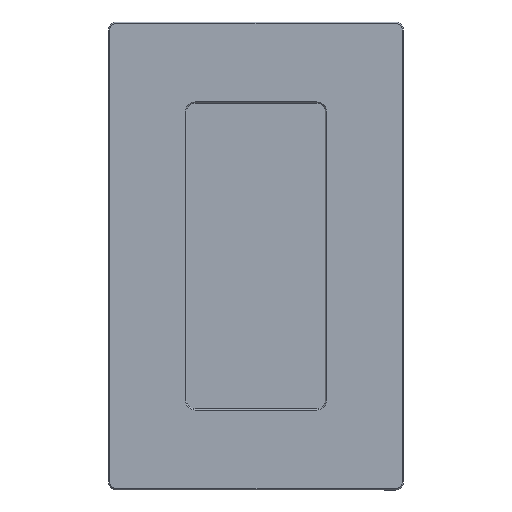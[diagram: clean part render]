
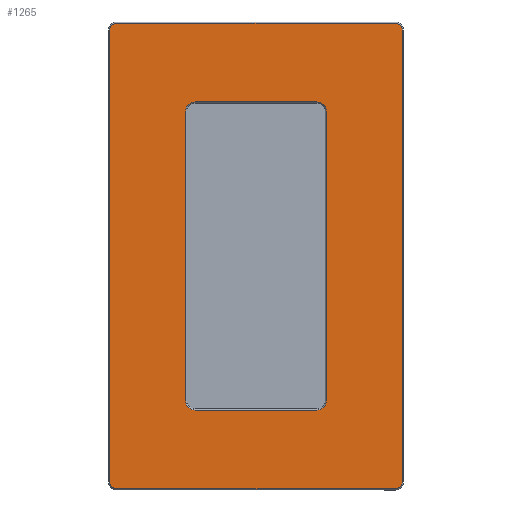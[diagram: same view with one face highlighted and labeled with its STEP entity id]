
A CAD part, top view. The second image highlights one B-rep face of the part: STEP entity #1265.
In plain terms, the highlighted planar face has unit normal (0, 0, 1).
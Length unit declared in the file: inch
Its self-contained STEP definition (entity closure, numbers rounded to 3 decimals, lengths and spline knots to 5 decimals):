
#18=FACE_BOUND('',#197,.T.);
#114=FACE_OUTER_BOUND('',#196,.T.);
#196=EDGE_LOOP('',(#1069,#1070,#1071,#1072,#1073,#1074,#1075,#1076));
#197=EDGE_LOOP('',(#1077,#1078,#1079,#1080,#1081,#1082,#1083,#1084));
#296=LINE('',#2073,#421);
#301=LINE('',#2087,#426);
#305=LINE('',#2099,#430);
#309=LINE('',#2111,#434);
#316=LINE('',#2128,#441);
#317=LINE('',#2132,#442);
#318=LINE('',#2136,#443);
#319=LINE('',#2140,#444);
#421=VECTOR('',#1689,0.3937);
#426=VECTOR('',#1702,0.3937);
#430=VECTOR('',#1714,0.3937);
#434=VECTOR('',#1726,0.3937);
#441=VECTOR('',#1749,0.3937);
#442=VECTOR('',#1752,0.3937);
#443=VECTOR('',#1755,0.3937);
#444=VECTOR('',#1758,0.3937);
#506=CIRCLE('',#1392,0.145);
#508=CIRCLE('',#1396,0.145);
#510=CIRCLE('',#1400,0.145);
#512=CIRCLE('',#1404,0.145);
#514=CIRCLE('',#1411,0.105);
#515=CIRCLE('',#1412,0.105);
#516=CIRCLE('',#1413,0.105);
#517=CIRCLE('',#1414,0.105);
#597=VERTEX_POINT('',#2070);
#598=VERTEX_POINT('',#2072);
#601=VERTEX_POINT('',#2079);
#603=VERTEX_POINT('',#2085);
#605=VERTEX_POINT('',#2091);
#607=VERTEX_POINT('',#2097);
#609=VERTEX_POINT('',#2103);
#611=VERTEX_POINT('',#2109);
#612=VERTEX_POINT('',#2126);
#613=VERTEX_POINT('',#2127);
#614=VERTEX_POINT('',#2129);
#615=VERTEX_POINT('',#2131);
#616=VERTEX_POINT('',#2133);
#617=VERTEX_POINT('',#2135);
#618=VERTEX_POINT('',#2137);
#619=VERTEX_POINT('',#2139);
#744=EDGE_CURVE('',#597,#598,#296,.T.);
#748=EDGE_CURVE('',#601,#597,#506,.T.);
#751=EDGE_CURVE('',#603,#601,#301,.T.);
#754=EDGE_CURVE('',#605,#603,#508,.T.);
#757=EDGE_CURVE('',#607,#605,#305,.T.);
#760=EDGE_CURVE('',#609,#607,#510,.T.);
#763=EDGE_CURVE('',#611,#609,#309,.T.);
#765=EDGE_CURVE('',#598,#611,#512,.T.);
#772=EDGE_CURVE('',#612,#613,#316,.T.);
#773=EDGE_CURVE('',#614,#612,#514,.T.);
#774=EDGE_CURVE('',#615,#614,#317,.T.);
#775=EDGE_CURVE('',#616,#615,#515,.T.);
#776=EDGE_CURVE('',#617,#616,#318,.T.);
#777=EDGE_CURVE('',#618,#617,#516,.T.);
#778=EDGE_CURVE('',#619,#618,#319,.T.);
#779=EDGE_CURVE('',#613,#619,#517,.T.);
#1069=ORIENTED_EDGE('',*,*,#772,.F.);
#1070=ORIENTED_EDGE('',*,*,#773,.F.);
#1071=ORIENTED_EDGE('',*,*,#774,.F.);
#1072=ORIENTED_EDGE('',*,*,#775,.F.);
#1073=ORIENTED_EDGE('',*,*,#776,.F.);
#1074=ORIENTED_EDGE('',*,*,#777,.F.);
#1075=ORIENTED_EDGE('',*,*,#778,.F.);
#1076=ORIENTED_EDGE('',*,*,#779,.F.);
#1077=ORIENTED_EDGE('',*,*,#744,.F.);
#1078=ORIENTED_EDGE('',*,*,#748,.F.);
#1079=ORIENTED_EDGE('',*,*,#751,.F.);
#1080=ORIENTED_EDGE('',*,*,#754,.F.);
#1081=ORIENTED_EDGE('',*,*,#757,.F.);
#1082=ORIENTED_EDGE('',*,*,#760,.F.);
#1083=ORIENTED_EDGE('',*,*,#763,.F.);
#1084=ORIENTED_EDGE('',*,*,#765,.F.);
#1196=PLANE('',#1410);
#1265=ADVANCED_FACE('',(#114,#18),#1196,.F.);
#1392=AXIS2_PLACEMENT_3D('',#2081,#1695,#1696);
#1396=AXIS2_PLACEMENT_3D('',#2093,#1707,#1708);
#1400=AXIS2_PLACEMENT_3D('',#2105,#1719,#1720);
#1404=AXIS2_PLACEMENT_3D('',#2114,#1730,#1731);
#1410=AXIS2_PLACEMENT_3D('',#2125,#1747,#1748);
#1411=AXIS2_PLACEMENT_3D('',#2130,#1750,#1751);
#1412=AXIS2_PLACEMENT_3D('',#2134,#1753,#1754);
#1413=AXIS2_PLACEMENT_3D('',#2138,#1756,#1757);
#1414=AXIS2_PLACEMENT_3D('',#2141,#1759,#1760);
#1689=DIRECTION('',(0.,-1.,0.));
#1695=DIRECTION('center_axis',(0.,0.,
1.));
#1696=DIRECTION('ref_axis',(0.,1.,0.));
#1702=DIRECTION('',(-1.,0.,0.));
#1707=DIRECTION('center_axis',(0.,0.,
1.));
#1708=DIRECTION('ref_axis',(1.,0.,0.));
#1714=DIRECTION('',(0.,1.,0.));
#1719=DIRECTION('center_axis',(0.,0.,
1.));
#1720=DIRECTION('ref_axis',(0.,-1.,0.));
#1726=DIRECTION('',(1.,0.,0.));
#1730=DIRECTION('center_axis',(0.,0.,
1.));
#1731=DIRECTION('ref_axis',(-1.,0.,0.));
#1747=DIRECTION('center_axis',(0.,0.,
-1.));
#1748=DIRECTION('ref_axis',(1.,0.,0.));
#1749=DIRECTION('',(0.,-1.,0.));
#1750=DIRECTION('center_axis',(0.,0.,
-1.));
#1751=DIRECTION('ref_axis',(0.,1.,0.));
#1752=DIRECTION('',(1.,0.,0.));
#1753=DIRECTION('center_axis',(0.,0.,
-1.));
#1754=DIRECTION('ref_axis',(-1.,0.,0.));
#1755=DIRECTION('',(0.,1.,0.));
#1756=DIRECTION('center_axis',(0.,0.,
-1.));
#1757=DIRECTION('ref_axis',(0.,-1.,0.));
#1758=DIRECTION('',(-1.,0.,0.));
#1759=DIRECTION('center_axis',(0.,0.,
-1.));
#1760=DIRECTION('ref_axis',(1.,0.,0.));
#2070=CARTESIAN_POINT('',(-3.93414,4.31801,3.00125));
#2072=CARTESIAN_POINT('',(-3.93414,-0.09199,3.00125));
#2073=CARTESIAN_POINT('',(-3.93414,1.01051,3.00125));
#2079=CARTESIAN_POINT('',(-3.78914,4.46301,3.00125));
#2081=CARTESIAN_POINT('Origin',(-3.78914,4.31801,3.00125));
#2085=CARTESIAN_POINT('',(-1.92914,4.46301,3.00125));
#2087=CARTESIAN_POINT('',(-3.32414,4.46301,3.00125));
#2091=CARTESIAN_POINT('',(-1.78414,4.31801,3.00125));
#2093=CARTESIAN_POINT('Origin',(-1.92914,4.31801,3.00125));
#2097=CARTESIAN_POINT('',(-1.78414,-0.09199,3.00125));
#2099=CARTESIAN_POINT('',(-1.78414,3.21551,3.00125));
#2103=CARTESIAN_POINT('',(-1.92914,-0.23699,3.00125));
#2105=CARTESIAN_POINT('Origin',(-1.92914,-0.09199,3.00125));
#2109=CARTESIAN_POINT('',(-3.78914,-0.23699,3.00125));
#2111=CARTESIAN_POINT('',(-2.39414,-0.23699,3.00125));
#2114=CARTESIAN_POINT('Origin',(-3.78914,-0.09199,3.00125));
#2125=CARTESIAN_POINT('Origin',(-2.85914,2.11301,3.00125));
#2126=CARTESIAN_POINT('',(-0.62914,5.55709,3.00125));
#2127=CARTESIAN_POINT('',(-0.62914,-1.33108,3.00125));
#2128=CARTESIAN_POINT('',(-0.62914,3.83505,3.00125));
#2129=CARTESIAN_POINT('',(-0.73414,5.66209,3.00125));
#2130=CARTESIAN_POINT('Origin',(-0.73414,5.55709,3.00125));
#2131=CARTESIAN_POINT('',(-4.98414,5.66209,3.00125));
#2132=CARTESIAN_POINT('',(-3.92164,5.66209,3.00125));
#2133=CARTESIAN_POINT('',(-5.08914,5.55709,3.00125));
#2134=CARTESIAN_POINT('Origin',(-4.98414,5.55709,3.00125));
#2135=CARTESIAN_POINT('',(-5.08914,-1.33108,3.00125));
#2136=CARTESIAN_POINT('',(-5.08914,0.39096,3.00125));
#2137=CARTESIAN_POINT('',(-4.98414,-1.43608,3.00125));
#2138=CARTESIAN_POINT('Origin',(-4.98414,-1.33108,3.00125));
#2139=CARTESIAN_POINT('',(-0.73414,-1.43608,3.00125));
#2140=CARTESIAN_POINT('',(-1.79664,-1.43608,3.00125));
#2141=CARTESIAN_POINT('Origin',(-0.73414,-1.33108,3.00125));
